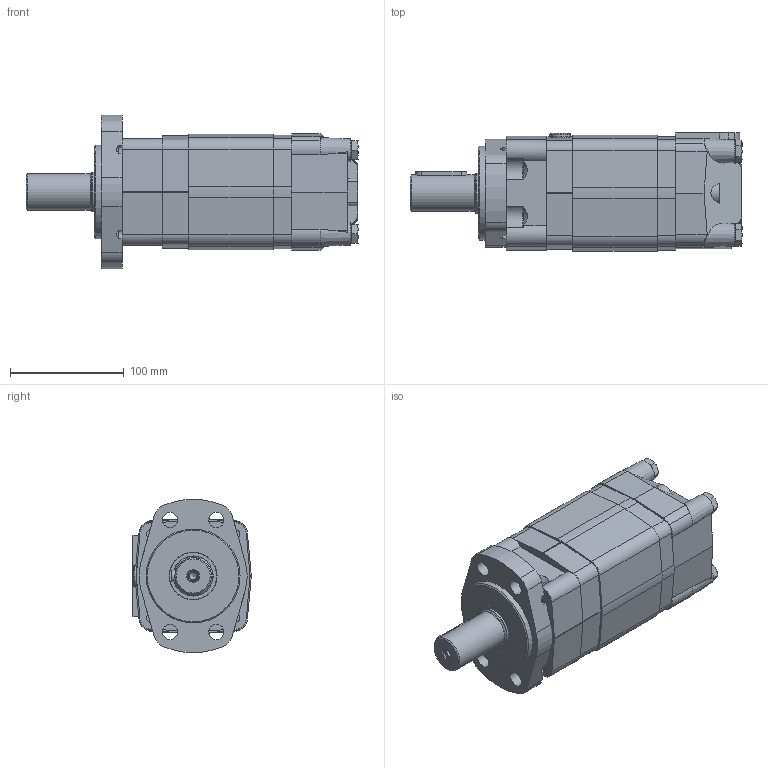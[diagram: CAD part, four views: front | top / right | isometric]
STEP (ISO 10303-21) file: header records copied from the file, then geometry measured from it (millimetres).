
FILE_DESCRIPTION(/* description */ ('STEP AP214'),/* implementation_level */ '2;1');
FILE_NAME(/* name */ 'MSF525CUP_4',/* time_stamp */ '2023-02-02T13:21:16+01:00',/* author */ ('License CC BY-ND 4.0'),/* organization */ ('CADENAS'),/* preprocessor_version */ 'ST-DEVELOPER v18.102',/* originating_system */ 'PARTsolutions',/* authorisation */ ' ');
FILE_SCHEMA (('AUTOMOTIVE_DESIGN {1 0 10303 214 3 1 1}'));
Length unit declared in the file: millimetre
Products named in the file (8): MSF525CUP/4; MSC; Hexagon bolt DIN 931-1 M10x2000; MS-P; MS-VP; MS525-D; MS-SP; MSF-MF
Assembly tree (10 placements, depth 2):
  MSF525CUP/4
    MSC
    Hexagon bolt DIN 931-1 M10x2000  x4
    MS-P
    MS-VP
    MS525-D
    MS-SP
    MSF-MF
Bounding box: 291.9 x 103.98 x 134.58 mm (x, y, z)
Volume: 2100347.7 mm3; surface area: 249015.2 mm2
Topology: 10 solids, 10 shells, 386 faces, 978 edges, 636 vertices
Faces by surface type: plane 164, cylinder 137, cone 70, torus 15
Full cylindrical faces by diameter (mm): 2.2 x4, 6.647 x1, 8.376 x6, 10 x5, 10.1 x6, 10.2 x4, 10.5 x8, 10.8 x4, 13.5 x4, 16 x4, 16.9 x1, 18 x1, 18.631 x2, 21 x1, 22 x4, 32 x1, 35 x1, 35.2 x1, 42 x1, 82.5 x1
Entity records: 10013 total; most frequent: CARTESIAN_POINT 2011, DIRECTION 1644, ORIENTED_EDGE 1492, EDGE_CURVE 746, AXIS2_PLACEMENT_3D 657, VERTEX_POINT 546, FACE_BOUND 486, EDGE_LOOP 477
